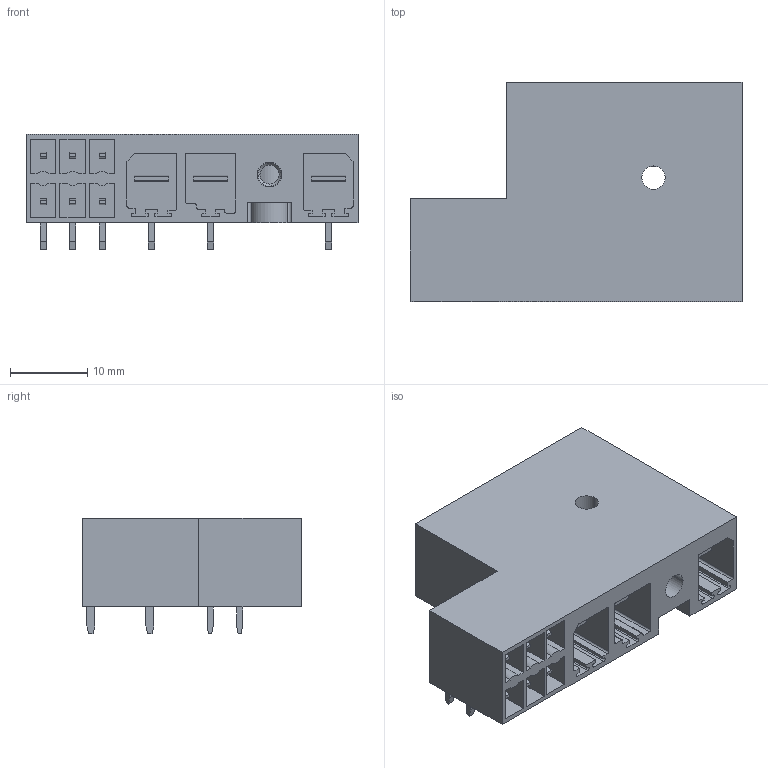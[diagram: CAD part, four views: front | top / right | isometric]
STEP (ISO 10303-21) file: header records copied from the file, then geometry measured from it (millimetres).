
FILE_DESCRIPTION(('CATIA V5 STEP Exchange'),'2;1');
FILE_NAME ('D1449434_0_1156200000_1156200000.stp','2018-11-27T10:36:56+00:00',('none'),('Weidmueller'),'CATIA Version 5-6 Release 2014','CATIA V5 STEP AP203','none');
FILE_SCHEMA(('CONFIG_CONTROL_DESIGN'));
Length unit declared in the file: millimetre
Products named in the file (1): 1156200000
Bounding box: 42.88 x 28.3 x 14.9 mm (x, y, z)
Volume: 8288.1 mm3; surface area: 8257.4 mm2
Topology: 11 solids, 11 shells, 421 faces, 1166 edges, 773 vertices
Faces by surface type: plane 368, cylinder 51, cone 2
Entity records: 11016 total; most frequent: ORIENTED_EDGE 2332, CARTESIAN_POINT 1849, DIRECTION 1365, EDGE_CURVE 1025, VECTOR 933, LINE 933, VERTEX_POINT 653, EDGE_LOOP 457
